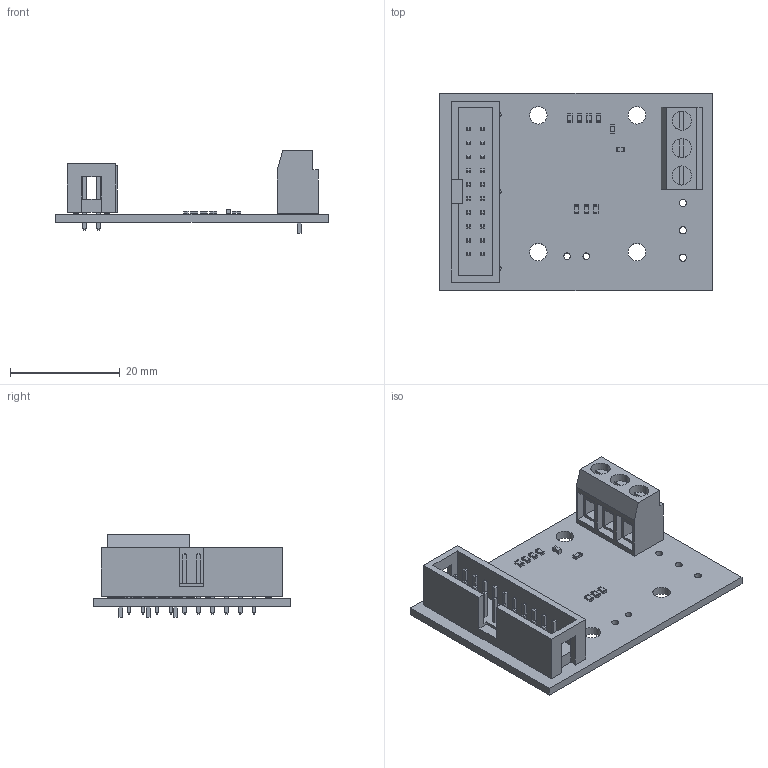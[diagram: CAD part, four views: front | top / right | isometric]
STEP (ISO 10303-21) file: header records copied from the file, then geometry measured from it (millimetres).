
FILE_DESCRIPTION(('KiCad electronic assembly'),'2;1');
FILE_NAME('H_bridge.step','2025-11-13T21:23:59',('Pcbnew'),('Kicad'), 'Open CASCADE STEP processor 7.9','KiCad to STEP converter','Unknown' );
FILE_SCHEMA(('AUTOMOTIVE_DESIGN { 1 0 10303 214 1 1 1 1 }'));
Length unit declared in the file: millimetre
Products named in the file (6): H_bridge 1; R_0603_1608Metric; C_0603_1608Metric; IDC-Header_2x10_P2.54mm_Vertical; 3ScrewTerminal; H_bridge_PCB
Assembly tree (12 placements, depth 2):
  H_bridge 1
    R_0603_1608Metric  x8
    C_0603_1608Metric
    IDC-Header_2x10_P2.54mm_Vertical
    3ScrewTerminal
    H_bridge_PCB
Bounding box: 49.75 x 36 x 15.1 mm (x, y, z)
Volume: 4874.5 mm3; surface area: 7204 mm2
Topology: 12 solids, 12 shells, 754 faces, 1836 edges, 1162 vertices
Faces by surface type: plane 631, cylinder 123
Full cylindrical faces by diameter (mm): 1 x26, 1.2 x2, 1.3 x6, 3.2 x4
Entity records: 19939 total; most frequent: CARTESIAN_POINT 2799, ORIENTED_EDGE 2720, DIRECTION 2682, EDGE_CURVE 1360, LINE 1208, VECTOR 1208, VERTEX_POINT 854, AXIS2_PLACEMENT_3D 737
